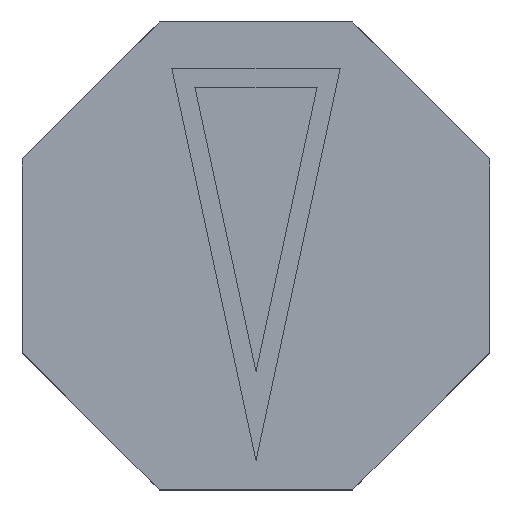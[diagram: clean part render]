
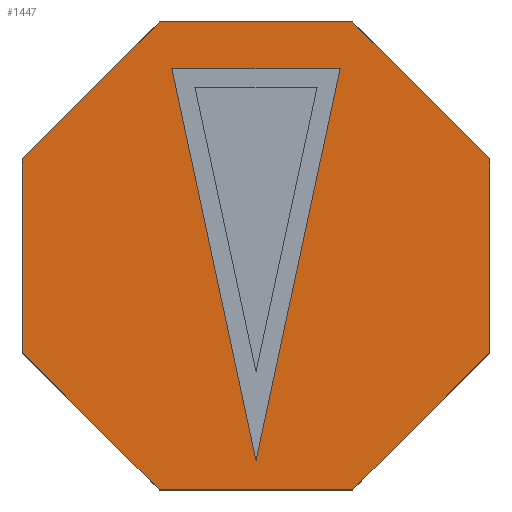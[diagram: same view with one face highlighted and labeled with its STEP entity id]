
A CAD part, top view. The second image highlights one B-rep face of the part: STEP entity #1447.
In plain terms, the highlighted planar face has unit normal (0, 0, 1).
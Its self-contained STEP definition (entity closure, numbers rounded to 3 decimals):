
#32=FACE_BOUND('',#278,.T.);
#183=FACE_OUTER_BOUND('',#277,.T.);
#277=EDGE_LOOP('',(#1275,#1276,#1277,#1278,#1279,#1280,#1281,#1282));
#278=EDGE_LOOP('',(#1283,#1284,#1285));
#408=LINE('',#2466,#558);
#410=LINE('',#2470,#560);
#412=LINE('',#2474,#562);
#414=LINE('',#2478,#564);
#416=LINE('',#2482,#566);
#418=LINE('',#2486,#568);
#420=LINE('',#2490,#570);
#422=LINE('',#2493,#572);
#423=LINE('',#2497,#573);
#424=LINE('',#2499,#574);
#425=LINE('',#2500,#575);
#558=VECTOR('',#1931,10.);
#560=VECTOR('',#1935,10.);
#562=VECTOR('',#1939,10.);
#564=VECTOR('',#1943,10.);
#566=VECTOR('',#1947,10.);
#568=VECTOR('',#1951,10.);
#570=VECTOR('',#1955,10.);
#572=VECTOR('',#1959,10.);
#573=VECTOR('',#1962,10.);
#574=VECTOR('',#1963,10.);
#575=VECTOR('',#1964,10.);
#699=VERTEX_POINT('',#2463);
#700=VERTEX_POINT('',#2465);
#701=VERTEX_POINT('',#2469);
#702=VERTEX_POINT('',#2473);
#703=VERTEX_POINT('',#2477);
#704=VERTEX_POINT('',#2481);
#705=VERTEX_POINT('',#2485);
#706=VERTEX_POINT('',#2489);
#707=VERTEX_POINT('',#2495);
#708=VERTEX_POINT('',#2496);
#709=VERTEX_POINT('',#2498);
#886=EDGE_CURVE('',#700,#699,#408,.T.);
#888=EDGE_CURVE('',#701,#700,#410,.T.);
#890=EDGE_CURVE('',#702,#701,#412,.T.);
#892=EDGE_CURVE('',#703,#702,#414,.T.);
#894=EDGE_CURVE('',#704,#703,#416,.T.);
#896=EDGE_CURVE('',#705,#704,#418,.T.);
#898=EDGE_CURVE('',#706,#705,#420,.T.);
#900=EDGE_CURVE('',#699,#706,#422,.T.);
#901=EDGE_CURVE('',#707,#708,#423,.T.);
#902=EDGE_CURVE('',#708,#709,#424,.T.);
#903=EDGE_CURVE('',#709,#707,#425,.T.);
#1275=ORIENTED_EDGE('',*,*,#900,.T.);
#1276=ORIENTED_EDGE('',*,*,#898,.T.);
#1277=ORIENTED_EDGE('',*,*,#896,.T.);
#1278=ORIENTED_EDGE('',*,*,#894,.T.);
#1279=ORIENTED_EDGE('',*,*,#892,.T.);
#1280=ORIENTED_EDGE('',*,*,#890,.T.);
#1281=ORIENTED_EDGE('',*,*,#888,.T.);
#1282=ORIENTED_EDGE('',*,*,#886,.T.);
#1283=ORIENTED_EDGE('',*,*,#901,.T.);
#1284=ORIENTED_EDGE('',*,*,#902,.T.);
#1285=ORIENTED_EDGE('',*,*,#903,.T.);
#1362=PLANE('',#1576);
#1447=ADVANCED_FACE('',(#183,#32),#1362,.T.);
#1576=AXIS2_PLACEMENT_3D('',#2494,#1960,#1961);
#1931=DIRECTION('',(-0.707,0.707,0.));
#1935=DIRECTION('',(0.,1.,0.));
#1939=DIRECTION('',(0.707,0.707,0.));
#1943=DIRECTION('',(1.,0.,0.));
#1947=DIRECTION('',(0.707,-0.707,0.));
#1951=DIRECTION('',(0.,-1.,0.));
#1955=DIRECTION('',(-0.707,-0.707,0.));
#1959=DIRECTION('',(-1.,0.,0.));
#1960=DIRECTION('center_axis',(0.,0.,1.));
#1961=DIRECTION('ref_axis',(1.,0.,0.));
#1962=DIRECTION('',(-0.21,0.978,0.));
#1963=DIRECTION('',(1.,0.,0.));
#1964=DIRECTION('',(-0.21,-0.978,0.));
#2463=CARTESIAN_POINT('',(5.178,12.5,10.3));
#2465=CARTESIAN_POINT('',(12.5,5.178,10.3));
#2466=CARTESIAN_POINT('',(12.5,5.178,10.3));
#2469=CARTESIAN_POINT('',(12.5,-5.178,10.3));
#2470=CARTESIAN_POINT('',(12.5,-5.178,10.3));
#2473=CARTESIAN_POINT('',(5.178,-12.5,10.3));
#2474=CARTESIAN_POINT('',(5.178,-12.5,10.3));
#2477=CARTESIAN_POINT('',(-5.178,-12.5,10.3));
#2478=CARTESIAN_POINT('',(-5.178,-12.5,10.3));
#2481=CARTESIAN_POINT('',(-12.5,-5.178,10.3));
#2482=CARTESIAN_POINT('',(-12.5,-5.178,10.3));
#2485=CARTESIAN_POINT('',(-12.5,5.178,10.3));
#2486=CARTESIAN_POINT('',(-12.5,5.178,10.3));
#2489=CARTESIAN_POINT('',(-5.178,12.5,10.3));
#2490=CARTESIAN_POINT('',(-5.178,12.5,10.3));
#2493=CARTESIAN_POINT('',(5.178,12.5,10.3));
#2494=CARTESIAN_POINT('Origin',(0.,0.,
10.3));
#2495=CARTESIAN_POINT('',(0.,-10.966,10.3));
#2496=CARTESIAN_POINT('',(-4.5,10.,10.3));
#2497=CARTESIAN_POINT('',(-1.125,-5.724,10.3));
#2498=CARTESIAN_POINT('',(4.5,10.,10.3));
#2499=CARTESIAN_POINT('',(-2.25,10.,10.3));
#2500=CARTESIAN_POINT('',(3.375,4.759,10.3));
